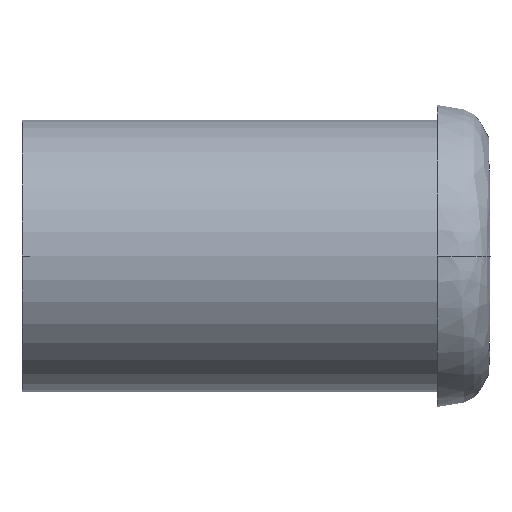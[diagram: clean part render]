
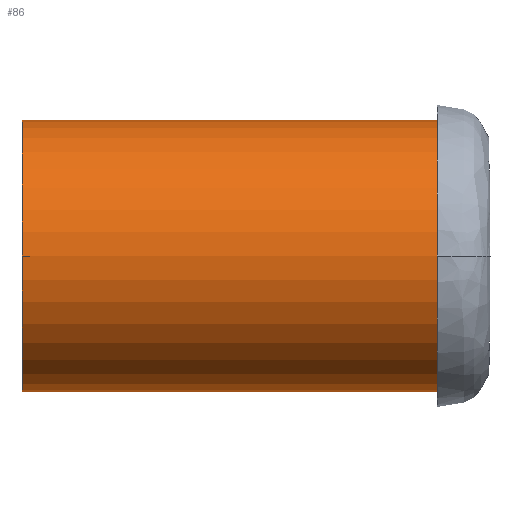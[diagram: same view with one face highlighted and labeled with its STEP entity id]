
A CAD part, left-side view. The second image highlights one B-rep face of the part: STEP entity #86.
In plain terms, the highlighted cylindrical face has radius 18 mm (diameter 36 mm), a partial arc.
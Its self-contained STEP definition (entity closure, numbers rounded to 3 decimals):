
#1 = VERTEX_POINT ( 'NONE', #134 ) ;
#4 = AXIS2_PLACEMENT_3D ( 'NONE', #89, #135, #28 ) ;
#22 = VECTOR ( 'NONE', #249, 1000. ) ;
#25 = DIRECTION ( 'NONE',  ( 0., -1., 0. ) ) ;
#28 = DIRECTION ( 'NONE',  ( 0., 0., -1. ) ) ;
#29 = CARTESIAN_POINT ( 'NONE',  ( 0., 54.994, 0. ) ) ;
#38 = VERTEX_POINT ( 'NONE', #205 ) ;
#40 = CARTESIAN_POINT ( 'NONE',  ( 0., 0., 0. ) ) ;
#46 = DIRECTION ( 'NONE',  ( 0., -1., 0. ) ) ;
#54 = EDGE_CURVE ( 'NONE', #1, #117, #166, .T. ) ;
#56 = VERTEX_POINT ( 'NONE', #152 ) ;
#66 = CIRCLE ( 'NONE', #105, 18. ) ;
#67 = LINE ( 'NONE', #95, #22 ) ;
#68 = EDGE_CURVE ( 'NONE', #56, #236, #247, .T. ) ;
#69 = CARTESIAN_POINT ( 'NONE',  ( 0., 0., -18. ) ) ;
#72 = VECTOR ( 'NONE', #25, 1000. ) ;
#76 = ORIENTED_EDGE ( 'NONE', *, *, #131, .T. ) ;
#82 = DIRECTION ( 'NONE',  ( 0., -1., 0. ) ) ;
#86 = ADVANCED_FACE ( 'NONE', ( #209 ), #116, .T. ) ;
#89 = CARTESIAN_POINT ( 'NONE',  ( 0., -40.116, 0. ) ) ;
#95 = CARTESIAN_POINT ( 'NONE',  ( 0., -40.116, -18. ) ) ;
#97 = EDGE_LOOP ( 'NONE', ( #143, #158, #194, #76, #101 ) ) ;
#101 = ORIENTED_EDGE ( 'NONE', *, *, #54, .F. ) ;
#105 = AXIS2_PLACEMENT_3D ( 'NONE', #29, #248, #168 ) ;
#111 = AXIS2_PLACEMENT_3D ( 'NONE', #40, #82, #115 ) ;
#115 = DIRECTION ( 'NONE',  ( 0., 0., -1. ) ) ;
#116 = CYLINDRICAL_SURFACE ( 'NONE', #4, 18. ) ;
#117 = VERTEX_POINT ( 'NONE', #69 ) ;
#127 = DIRECTION ( 'NONE',  ( 0., 0., -1. ) ) ;
#131 = EDGE_CURVE ( 'NONE', #236, #117, #67, .T. ) ;
#134 = CARTESIAN_POINT ( 'NONE',  ( 0., 0., 18. ) ) ;
#135 = DIRECTION ( 'NONE',  ( 0., -1., 0. ) ) ;
#138 = EDGE_CURVE ( 'NONE', #38, #1, #157, .T. ) ;
#143 = ORIENTED_EDGE ( 'NONE', *, *, #138, .F. ) ;
#152 = CARTESIAN_POINT ( 'NONE',  ( -18., 54.994, 0. ) ) ;
#155 = CARTESIAN_POINT ( 'NONE',  ( 0., 54.994, -18. ) ) ;
#157 = LINE ( 'NONE', #231, #72 ) ;
#158 = ORIENTED_EDGE ( 'NONE', *, *, #225, .T. ) ;
#166 = CIRCLE ( 'NONE', #111, 18. ) ;
#168 = DIRECTION ( 'NONE',  ( 0., 0., -1. ) ) ;
#189 = CARTESIAN_POINT ( 'NONE',  ( 0., 54.994, 0. ) ) ;
#194 = ORIENTED_EDGE ( 'NONE', *, *, #68, .T. ) ;
#196 = AXIS2_PLACEMENT_3D ( 'NONE', #189, #46, #127 ) ;
#205 = CARTESIAN_POINT ( 'NONE',  ( 0., 54.994, 18. ) ) ;
#209 = FACE_OUTER_BOUND ( 'NONE', #97, .T. ) ;
#225 = EDGE_CURVE ( 'NONE', #38, #56, #66, .T. ) ;
#231 = CARTESIAN_POINT ( 'NONE',  ( 0., -40.116, 18. ) ) ;
#236 = VERTEX_POINT ( 'NONE', #155 ) ;
#247 = CIRCLE ( 'NONE', #196, 18. ) ;
#248 = DIRECTION ( 'NONE',  ( 0., -1., 0. ) ) ;
#249 = DIRECTION ( 'NONE',  ( 0., -1., 0. ) ) ;
